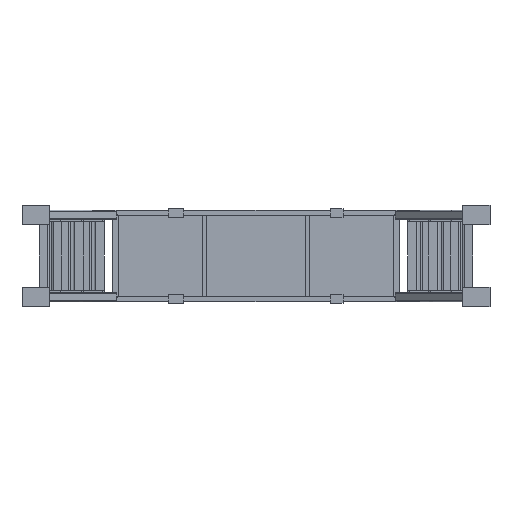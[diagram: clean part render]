
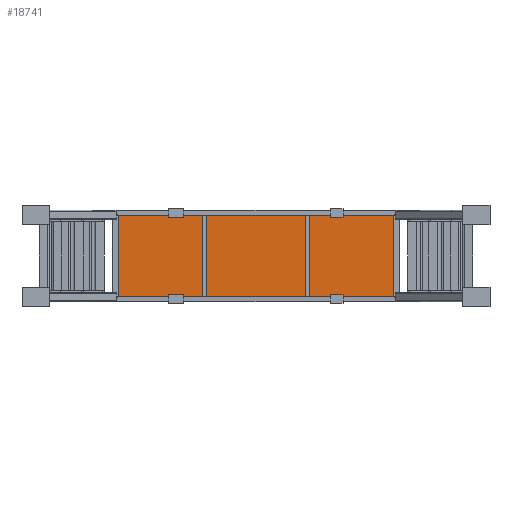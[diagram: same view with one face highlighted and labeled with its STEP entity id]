
A CAD part, front view. The second image highlights one B-rep face of the part: STEP entity #18741.
In plain terms, the highlighted free-form (B-spline) face has degree [1, 1] with [2, 2] control points.
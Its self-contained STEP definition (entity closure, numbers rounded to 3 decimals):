
#18621 = EDGE_CURVE('',#18622,#18624,#18626,.T.);
#18622 = VERTEX_POINT('',#18623);
#18623 = CARTESIAN_POINT('',(-1765.155,112.97,
    -564.85));
#18624 = VERTEX_POINT('',#18625);
#18625 = CARTESIAN_POINT('',(-1765.155,112.97,
    564.85));
#18626 = B_SPLINE_CURVE_WITH_KNOTS('',1,(#18627,#18628),.UNSPECIFIED.,
  .F.,.F.,(2,2),(0.,800.),.PIECEWISE_BEZIER_KNOTS.);
#18627 = CARTESIAN_POINT('',(-1765.155,112.97,
    -564.85));
#18628 = CARTESIAN_POINT('',(-1765.155,112.97,
    564.85));
#18657 = EDGE_CURVE('',#18624,#18658,#18660,.T.);
#18658 = VERTEX_POINT('',#18659);
#18659 = CARTESIAN_POINT('',(1765.155,112.97,
    564.85));
#18660 = B_SPLINE_CURVE_WITH_KNOTS('',1,(#18661,#18662),.UNSPECIFIED.,
  .F.,.F.,(2,2),(0.,2500.),.PIECEWISE_BEZIER_KNOTS.);
#18661 = CARTESIAN_POINT('',(-1765.155,112.97,
    564.85));
#18662 = CARTESIAN_POINT('',(1765.155,112.97,
    564.85));
#18685 = EDGE_CURVE('',#18658,#18686,#18688,.T.);
#18686 = VERTEX_POINT('',#18687);
#18687 = CARTESIAN_POINT('',(1765.155,112.97,
    -564.85));
#18688 = B_SPLINE_CURVE_WITH_KNOTS('',1,(#18689,#18690),.UNSPECIFIED.,
  .F.,.F.,(2,2),(-800.,-0.),.PIECEWISE_BEZIER_KNOTS.);
#18689 = CARTESIAN_POINT('',(1765.155,112.97,
    564.85));
#18690 = CARTESIAN_POINT('',(1765.155,112.97,
    -564.85));
#18713 = EDGE_CURVE('',#18686,#18622,#18714,.T.);
#18714 = B_SPLINE_CURVE_WITH_KNOTS('',1,(#18715,#18716),.UNSPECIFIED.,
  .F.,.F.,(2,2),(-2500.,-0.),.PIECEWISE_BEZIER_KNOTS.);
#18715 = CARTESIAN_POINT('',(1765.155,112.97,
    -564.85));
#18716 = CARTESIAN_POINT('',(-1765.155,112.97,
    -564.85));
#18741 = ADVANCED_FACE('',(#18742),#18748,.F.);
#18742 = FACE_BOUND('',#18743,.T.);
#18743 = EDGE_LOOP('',(#18744,#18745,#18746,#18747));
#18744 = ORIENTED_EDGE('',*,*,#18621,.F.);
#18745 = ORIENTED_EDGE('',*,*,#18713,.F.);
#18746 = ORIENTED_EDGE('',*,*,#18685,.F.);
#18747 = ORIENTED_EDGE('',*,*,#18657,.F.);
#18748 = B_SPLINE_SURFACE_WITH_KNOTS('',1,1,(
    (#18749,#18750)
    ,(#18751,#18752
  )),.UNSPECIFIED.,.F.,.F.,.F.,(2,2),(2,2),(-400.,400.),(-1250.,
    1250.),.PIECEWISE_BEZIER_KNOTS.);
#18749 = CARTESIAN_POINT('',(-1765.155,112.97,
    -564.85));
#18750 = CARTESIAN_POINT('',(1765.155,112.97,
    -564.85));
#18751 = CARTESIAN_POINT('',(-1765.155,112.97,
    564.85));
#18752 = CARTESIAN_POINT('',(1765.155,112.97,
    564.85));
